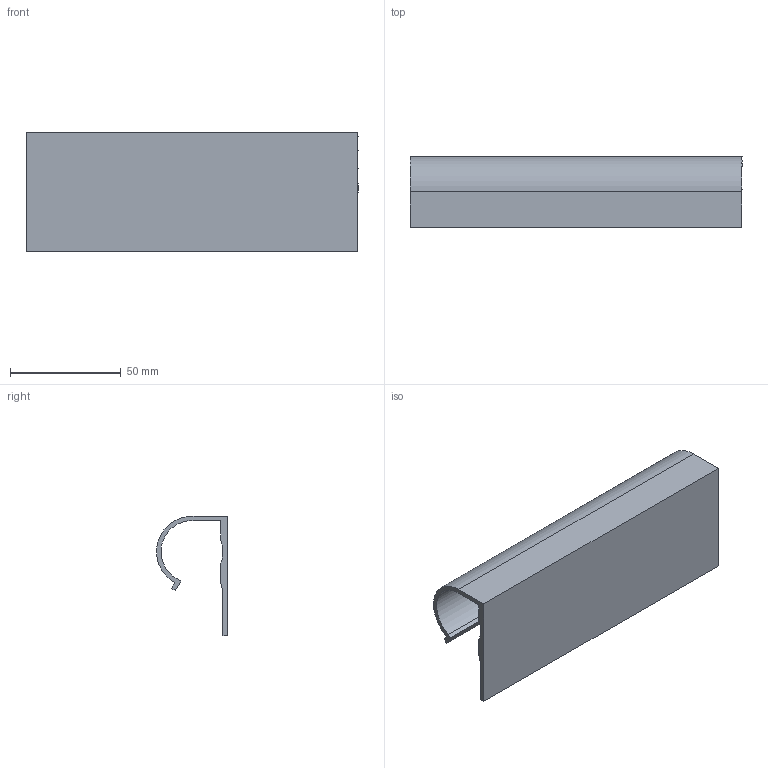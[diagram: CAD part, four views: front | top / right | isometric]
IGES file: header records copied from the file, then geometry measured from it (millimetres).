
Global section: file name: 700019; native system: Autodesk Inventor 2021; preprocessor: unknown; author: Spacek; date: 20201211.111710; units: millimetre
Bounding box: 150 x 31.99 x 54 mm (x, y, z)
Volume: 37255.8 mm3; surface area: 34789.4 mm2
Topology: 1 solids, 1 shells, 17 faces, 45 edges, 30 vertices
Faces by surface type: bspline 17
